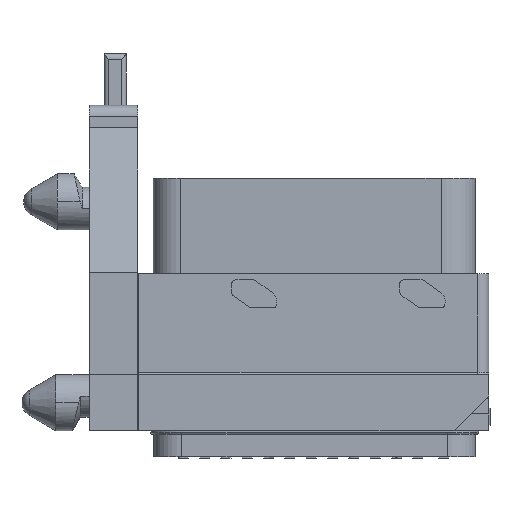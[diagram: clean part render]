
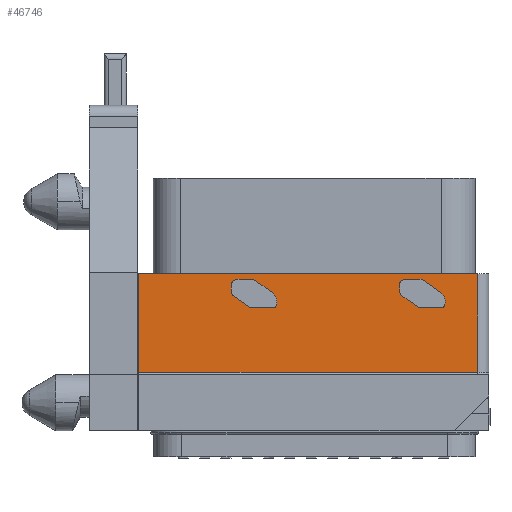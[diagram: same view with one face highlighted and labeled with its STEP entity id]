
A CAD part, front view. The second image highlights one B-rep face of the part: STEP entity #46746.
In plain terms, the highlighted planar face has unit normal (0, -1, 0).
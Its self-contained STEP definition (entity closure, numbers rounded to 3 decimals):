
#3637=DIRECTION('',(1.,0.,0.));
#3638=VECTOR('',#3637,30.2);
#3639=CARTESIAN_POINT('',(4.2,3.35,14.));
#3640=LINE('',#3639,#3638);
#4594=DIRECTION('',(-1.,0.,0.));
#4595=VECTOR('',#4594,30.2);
#4596=CARTESIAN_POINT('',(34.4,3.35,5.2));
#4597=LINE('',#4596,#4595);
#4598=DIRECTION('',(0.,0.,-1.));
#4599=VECTOR('',#4598,0.55);
#4600=CARTESIAN_POINT('',(12.45,3.35,13.));
#4601=LINE('',#4600,#4599);
#4602=DIRECTION('',(0.809,0.,-0.588));
#4603=VECTOR('',#4602,1.778);
#4604=CARTESIAN_POINT('',(12.656,3.35,12.045));
#4605=LINE('',#4604,#4603);
#4606=DIRECTION('',(1.,0.,0.));
#4607=VECTOR('',#4606,2.155);
#4608=CARTESIAN_POINT('',(14.095,3.35,11.));
#4609=LINE('',#4608,#4607);
#4610=CARTESIAN_POINT('',(16.25,3.35,11.2));
#4611=DIRECTION('',(0.,-1.,0.));
#4612=DIRECTION('',(0.,0.,-1.));
#4613=AXIS2_PLACEMENT_3D('',#4610,#4611,#4612);
#4615=CARTESIAN_POINT('',(15.507,3.35,11.496));
#4616=DIRECTION('',(0.,-1.,0.));
#4617=DIRECTION('',(0.929,0.,-0.37));
#4618=AXIS2_PLACEMENT_3D('',#4615,#4616,#4617);
#4620=DIRECTION('',(-0.809,0.,0.588));
#4621=VECTOR('',#4620,2.033);
#4622=CARTESIAN_POINT('',(16.095,3.35,12.305));
#4623=LINE('',#4622,#4621);
#4624=DIRECTION('',(-1.,0.,0.));
#4625=VECTOR('',#4624,1.5);
#4626=CARTESIAN_POINT('',(14.45,3.35,13.5));
#4627=LINE('',#4626,#4625);
#4628=CARTESIAN_POINT('',(12.95,3.35,13.));
#4629=DIRECTION('',(0.,-1.,0.));
#4630=DIRECTION('',(0.,0.,1.));
#4631=AXIS2_PLACEMENT_3D('',#4628,#4629,#4630);
#4633=DIRECTION('',(0.,0.,-1.));
#4634=VECTOR('',#4633,0.55);
#4635=CARTESIAN_POINT('',(27.45,3.35,13.));
#4636=LINE('',#4635,#4634);
#4637=DIRECTION('',(0.809,0.,-0.588));
#4638=VECTOR('',#4637,1.778);
#4639=CARTESIAN_POINT('',(27.656,3.35,12.045));
#4640=LINE('',#4639,#4638);
#4641=DIRECTION('',(1.,0.,0.));
#4642=VECTOR('',#4641,2.155);
#4643=CARTESIAN_POINT('',(29.095,3.35,11.));
#4644=LINE('',#4643,#4642);
#4645=CARTESIAN_POINT('',(31.25,3.35,11.2));
#4646=DIRECTION('',(0.,-1.,0.));
#4647=DIRECTION('',(0.,0.,-1.));
#4648=AXIS2_PLACEMENT_3D('',#4645,#4646,#4647);
#4650=CARTESIAN_POINT('',(30.507,3.35,11.496));
#4651=DIRECTION('',(0.,-1.,0.));
#4652=DIRECTION('',(0.929,0.,-0.37));
#4653=AXIS2_PLACEMENT_3D('',#4650,#4651,#4652);
#4655=DIRECTION('',(-0.809,0.,0.588));
#4656=VECTOR('',#4655,2.033);
#4657=CARTESIAN_POINT('',(31.095,3.35,12.305));
#4658=LINE('',#4657,#4656);
#4659=DIRECTION('',(-1.,0.,0.));
#4660=VECTOR('',#4659,1.5);
#4661=CARTESIAN_POINT('',(29.45,3.35,13.5));
#4662=LINE('',#4661,#4660);
#4663=CARTESIAN_POINT('',(27.95,3.35,13.));
#4664=DIRECTION('',(0.,-1.,0.));
#4665=DIRECTION('',(0.,0.,1.));
#4666=AXIS2_PLACEMENT_3D('',#4663,#4664,#4665);
#4668=DIRECTION('',(0.,0.,1.));
#4669=VECTOR('',#4668,8.8);
#4670=CARTESIAN_POINT('',(4.2,3.35,5.2));
#4671=LINE('',#4670,#4669);
#4705=DIRECTION('',(0.,0.,-1.));
#4706=VECTOR('',#4705,8.8);
#4707=CARTESIAN_POINT('',(34.4,3.35,14.));
#4708=LINE('',#4707,#4706);
#4726=CARTESIAN_POINT('',(12.95,3.35,12.45));
#4727=DIRECTION('',(0.,1.,0.));
#4728=DIRECTION('',(-0.588,0.,-0.809));
#4729=AXIS2_PLACEMENT_3D('',#4726,#4727,#4728);
#4807=CARTESIAN_POINT('',(27.95,3.35,12.45));
#4808=DIRECTION('',(0.,1.,0.));
#4809=DIRECTION('',(-0.588,0.,-0.809));
#4810=AXIS2_PLACEMENT_3D('',#4807,#4808,#4809);
#34027=CARTESIAN_POINT('',(4.2,3.35,14.));
#34028=VERTEX_POINT('',#34027);
#34041=CARTESIAN_POINT('',(34.4,3.35,14.));
#34043=VERTEX_POINT('',#34041);
#34079=CARTESIAN_POINT('',(14.45,3.35,13.5));
#34080=CARTESIAN_POINT('',(12.95,3.35,13.5));
#34081=VERTEX_POINT('',#34079);
#34082=VERTEX_POINT('',#34080);
#34083=CARTESIAN_POINT('',(12.45,3.35,13.));
#34084=VERTEX_POINT('',#34083);
#34085=CARTESIAN_POINT('',(14.095,3.35,11.));
#34086=CARTESIAN_POINT('',(16.25,3.35,11.));
#34087=VERTEX_POINT('',#34085);
#34088=VERTEX_POINT('',#34086);
#34089=CARTESIAN_POINT('',(16.436,3.35,11.126));
#34090=VERTEX_POINT('',#34089);
#34091=CARTESIAN_POINT('',(16.095,3.35,12.305));
#34092=VERTEX_POINT('',#34091);
#34094=CARTESIAN_POINT('',(12.656,3.35,12.045));
#34096=VERTEX_POINT('',#34094);
#34098=CARTESIAN_POINT('',(12.45,3.35,12.45));
#34100=VERTEX_POINT('',#34098);
#34115=CARTESIAN_POINT('',(29.45,3.35,13.5));
#34116=CARTESIAN_POINT('',(27.95,3.35,13.5));
#34117=VERTEX_POINT('',#34115);
#34118=VERTEX_POINT('',#34116);
#34119=CARTESIAN_POINT('',(27.45,3.35,13.));
#34120=VERTEX_POINT('',#34119);
#34121=CARTESIAN_POINT('',(29.095,3.35,11.));
#34122=CARTESIAN_POINT('',(31.25,3.35,11.));
#34123=VERTEX_POINT('',#34121);
#34124=VERTEX_POINT('',#34122);
#34125=CARTESIAN_POINT('',(31.436,3.35,11.126));
#34126=VERTEX_POINT('',#34125);
#34127=CARTESIAN_POINT('',(31.095,3.35,12.305));
#34128=VERTEX_POINT('',#34127);
#34130=CARTESIAN_POINT('',(27.656,3.35,12.045));
#34132=VERTEX_POINT('',#34130);
#34134=CARTESIAN_POINT('',(27.45,3.35,12.45));
#34136=VERTEX_POINT('',#34134);
#35026=CARTESIAN_POINT('',(34.4,3.35,5.2));
#35027=CARTESIAN_POINT('',(4.2,3.35,5.2));
#35028=VERTEX_POINT('',#35026);
#35029=VERTEX_POINT('',#35027);
#46693=CARTESIAN_POINT('',(35.4,3.35,14.));
#46694=DIRECTION('',(0.,1.,0.));
#46695=DIRECTION('',(-1.,0.,0.));
#46696=AXIS2_PLACEMENT_3D('',#46693,#46694,#46695);
#46697=PLANE('',#46696);
#46698=ORIENTED_EDGE('',*,*,#46684,.T.);
#46700=ORIENTED_EDGE('',*,*,#46699,.T.);
#46701=ORIENTED_EDGE('',*,*,#45652,.T.);
#46703=ORIENTED_EDGE('',*,*,#46702,.T.);
#46704=EDGE_LOOP('',(#46698,#46700,#46701,#46703));
#46705=FACE_OUTER_BOUND('',#46704,.F.);
#46707=ORIENTED_EDGE('',*,*,#46706,.T.);
#46709=ORIENTED_EDGE('',*,*,#46708,.F.);
#46711=ORIENTED_EDGE('',*,*,#46710,.T.);
#46713=ORIENTED_EDGE('',*,*,#46712,.T.);
#46715=ORIENTED_EDGE('',*,*,#46714,.T.);
#46717=ORIENTED_EDGE('',*,*,#46716,.T.);
#46719=ORIENTED_EDGE('',*,*,#46718,.T.);
#46721=ORIENTED_EDGE('',*,*,#46720,.T.);
#46723=ORIENTED_EDGE('',*,*,#46722,.T.);
#46724=EDGE_LOOP('',(#46707,#46709,#46711,#46713,#46715,#46717,#46719,#46721,
#46723));
#46725=FACE_BOUND('',#46724,.F.);
#46727=ORIENTED_EDGE('',*,*,#46726,.T.);
#46729=ORIENTED_EDGE('',*,*,#46728,.F.);
#46731=ORIENTED_EDGE('',*,*,#46730,.T.);
#46733=ORIENTED_EDGE('',*,*,#46732,.T.);
#46735=ORIENTED_EDGE('',*,*,#46734,.T.);
#46737=ORIENTED_EDGE('',*,*,#46736,.T.);
#46739=ORIENTED_EDGE('',*,*,#46738,.T.);
#46741=ORIENTED_EDGE('',*,*,#46740,.T.);
#46743=ORIENTED_EDGE('',*,*,#46742,.T.);
#46744=EDGE_LOOP('',(#46727,#46729,#46731,#46733,#46735,#46737,#46739,#46741,
#46743));
#46745=FACE_BOUND('',#46744,.F.);
#46746=ADVANCED_FACE('',(#46705,#46725,#46745),#46697,.F.);
#4614=CIRCLE('',#4613,0.2);
#4619=CIRCLE('',#4618,1.);
#4632=CIRCLE('',#4631,0.5);
#4649=CIRCLE('',#4648,0.2);
#4654=CIRCLE('',#4653,1.);
#4667=CIRCLE('',#4666,0.5);
#4730=CIRCLE('',#4729,0.5);
#4811=CIRCLE('',#4810,0.5);
#45652=EDGE_CURVE('',#34028,#34043,#3640,.T.);
#46684=EDGE_CURVE('',#35028,#35029,#4597,.T.);
#46699=EDGE_CURVE('',#35029,#34028,#4671,.T.);
#46702=EDGE_CURVE('',#34043,#35028,#4708,.T.);
#46706=EDGE_CURVE('',#34084,#34100,#4601,.T.);
#46708=EDGE_CURVE('',#34096,#34100,#4730,.T.);
#46710=EDGE_CURVE('',#34096,#34087,#4605,.T.);
#46712=EDGE_CURVE('',#34087,#34088,#4609,.T.);
#46714=EDGE_CURVE('',#34088,#34090,#4614,.T.);
#46716=EDGE_CURVE('',#34090,#34092,#4619,.T.);
#46718=EDGE_CURVE('',#34092,#34081,#4623,.T.);
#46720=EDGE_CURVE('',#34081,#34082,#4627,.T.);
#46722=EDGE_CURVE('',#34082,#34084,#4632,.T.);
#46726=EDGE_CURVE('',#34120,#34136,#4636,.T.);
#46728=EDGE_CURVE('',#34132,#34136,#4811,.T.);
#46730=EDGE_CURVE('',#34132,#34123,#4640,.T.);
#46732=EDGE_CURVE('',#34123,#34124,#4644,.T.);
#46734=EDGE_CURVE('',#34124,#34126,#4649,.T.);
#46736=EDGE_CURVE('',#34126,#34128,#4654,.T.);
#46738=EDGE_CURVE('',#34128,#34117,#4658,.T.);
#46740=EDGE_CURVE('',#34117,#34118,#4662,.T.);
#46742=EDGE_CURVE('',#34118,#34120,#4667,.T.);
